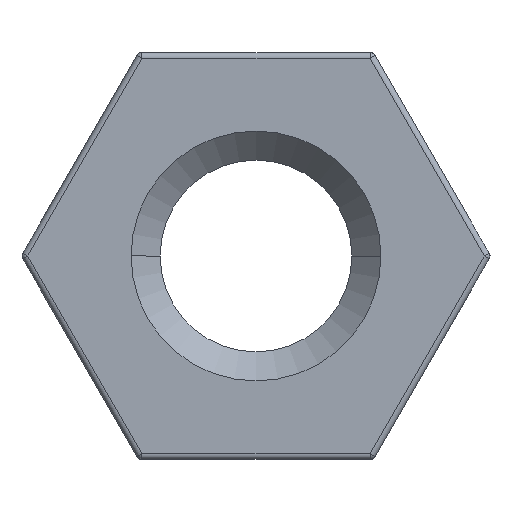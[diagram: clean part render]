
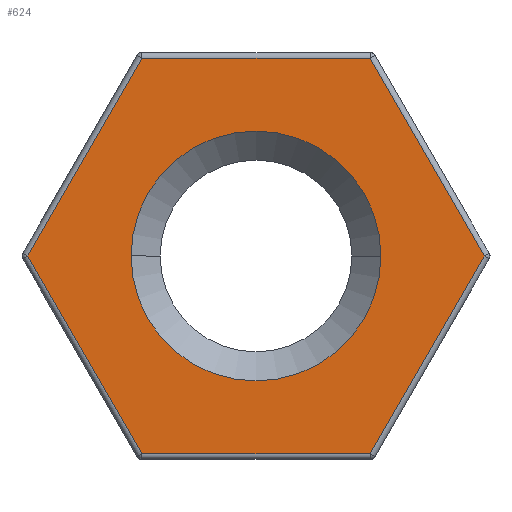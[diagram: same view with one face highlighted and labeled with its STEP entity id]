
A CAD part, left-side view. The second image highlights one B-rep face of the part: STEP entity #624.
In plain terms, the highlighted planar face has unit normal (-1, 0, 0).
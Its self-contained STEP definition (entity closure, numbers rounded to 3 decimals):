
#18 = FACE_BOUND ( 'NONE', #792, .T. ) ;
#23 = FACE_OUTER_BOUND ( 'NONE', #791, .T. ) ;
#91 = VECTOR ( 'NONE', #913, 1000. ) ;
#98 = LINE ( 'NONE', #811, #91 ) ;
#101 = CARTESIAN_POINT ( 'NONE',  ( 0., 0., 0. ) ) ;
#114 = CIRCLE ( 'NONE', #687, 2.15 ) ;
#122 = VECTOR ( 'NONE', #570, 1000. ) ;
#125 = LINE ( 'NONE', #1129, #122 ) ;
#173 = LINE ( 'NONE', #801, #196 ) ;
#193 = CARTESIAN_POINT ( 'NONE',  ( 0., 1.963, 3.4 ) ) ;
#196 = VECTOR ( 'NONE', #1258, 1000. ) ;
#197 = DIRECTION ( 'NONE',  ( 0., 0.5, -0.866 ) ) ;
#218 = CARTESIAN_POINT ( 'NONE',  ( 0., -2.15, 0. ) ) ;
#220 = CARTESIAN_POINT ( 'NONE',  ( 0., 0., 0. ) ) ;
#230 = VECTOR ( 'NONE', #197, 1000. ) ;
#235 = CIRCLE ( 'NONE', #856, 2.15 ) ;
#247 = LINE ( 'NONE', #533, #230 ) ;
#256 = VECTOR ( 'NONE', #873, 1000. ) ;
#263 = EDGE_CURVE ( 'NONE', #735, #602, #285, .T. ) ;
#269 = LINE ( 'NONE', #768, #256 ) ;
#270 = DIRECTION ( 'NONE',  ( 0., 1., 0. ) ) ;
#275 = EDGE_CURVE ( 'NONE', #925, #672, #269, .T. ) ;
#277 = VECTOR ( 'NONE', #1063, 1000. ) ;
#285 = LINE ( 'NONE', #980, #277 ) ;
#297 = EDGE_CURVE ( 'NONE', #933, #735, #247, .T. ) ;
#303 = EDGE_CURVE ( 'NONE', #852, #1024, #235, .T. ) ;
#351 = EDGE_CURVE ( 'NONE', #602, #1002, #173, .T. ) ;
#360 = EDGE_CURVE ( 'NONE', #1002, #925, #125, .T. ) ;
#368 = EDGE_CURVE ( 'NONE', #1024, #852, #114, .T. ) ;
#375 = EDGE_CURVE ( 'NONE', #672, #933, #98, .T. ) ;
#396 = DIRECTION ( 'NONE',  ( 0., 1., 0. ) ) ;
#486 = DIRECTION ( 'NONE',  ( 0., 1., 0. ) ) ;
#533 = CARTESIAN_POINT ( 'NONE',  ( 0., 2.944, 1.7 ) ) ;
#541 = ORIENTED_EDGE ( 'NONE', *, *, #375, .T. ) ;
#569 = ORIENTED_EDGE ( 'NONE', *, *, #351, .T. ) ;
#570 = DIRECTION ( 'NONE',  ( 0., -0.5, 0.866 ) ) ;
#599 = ORIENTED_EDGE ( 'NONE', *, *, #368, .T. ) ;
#602 = VERTEX_POINT ( 'NONE', #609 ) ;
#609 = CARTESIAN_POINT ( 'NONE',  ( 0., 1.963, -3.4 ) ) ;
#624 = ADVANCED_FACE ( 'NONE', ( #23, #18 ), #842, .F. ) ;
#672 = VERTEX_POINT ( 'NONE', #1144 ) ;
#681 = ORIENTED_EDGE ( 'NONE', *, *, #275, .T. ) ;
#687 = AXIS2_PLACEMENT_3D ( 'NONE', #101, #1023, #270 ) ;
#708 = ORIENTED_EDGE ( 'NONE', *, *, #263, .T. ) ;
#735 = VERTEX_POINT ( 'NONE', #1189 ) ;
#737 = ORIENTED_EDGE ( 'NONE', *, *, #303, .T. ) ;
#768 = CARTESIAN_POINT ( 'NONE',  ( 0., -2.944, 1.7 ) ) ;
#791 = EDGE_LOOP ( 'NONE', ( #681, #541, #916, #708, #569, #947 ) ) ;
#792 = EDGE_LOOP ( 'NONE', ( #737, #599 ) ) ;
#801 = CARTESIAN_POINT ( 'NONE',  ( 0., 0., -3.4 ) ) ;
#808 = AXIS2_PLACEMENT_3D ( 'NONE', #1049, #1097, #486 ) ;
#811 = CARTESIAN_POINT ( 'NONE',  ( 0., 0., 3.4 ) ) ;
#842 = PLANE ( 'NONE',  #808 ) ;
#852 = VERTEX_POINT ( 'NONE', #1060 ) ;
#856 = AXIS2_PLACEMENT_3D ( 'NONE', #220, #1069, #396 ) ;
#873 = DIRECTION ( 'NONE',  ( 0., 0.5, 0.866 ) ) ;
#913 = DIRECTION ( 'NONE',  ( 0., 1., 0. ) ) ;
#916 = ORIENTED_EDGE ( 'NONE', *, *, #297, .T. ) ;
#925 = VERTEX_POINT ( 'NONE', #982 ) ;
#933 = VERTEX_POINT ( 'NONE', #193 ) ;
#947 = ORIENTED_EDGE ( 'NONE', *, *, #360, .T. ) ;
#980 = CARTESIAN_POINT ( 'NONE',  ( 0., 2.944, -1.7 ) ) ;
#982 = CARTESIAN_POINT ( 'NONE',  ( 0., -3.926, 0. ) ) ;
#1002 = VERTEX_POINT ( 'NONE', #1206 ) ;
#1023 = DIRECTION ( 'NONE',  ( 1., 0., 0. ) ) ;
#1024 = VERTEX_POINT ( 'NONE', #218 ) ;
#1049 = CARTESIAN_POINT ( 'NONE',  ( 0., 0., 0. ) ) ;
#1060 = CARTESIAN_POINT ( 'NONE',  ( 0., 2.15, 0. ) ) ;
#1063 = DIRECTION ( 'NONE',  ( 0., -0.5, -0.866 ) ) ;
#1069 = DIRECTION ( 'NONE',  ( 1., 0., 0. ) ) ;
#1097 = DIRECTION ( 'NONE',  ( 1., 0., 0. ) ) ;
#1129 = CARTESIAN_POINT ( 'NONE',  ( 0., -2.944, -1.7 ) ) ;
#1144 = CARTESIAN_POINT ( 'NONE',  ( 0., -1.963, 3.4 ) ) ;
#1189 = CARTESIAN_POINT ( 'NONE',  ( 0., 3.926, 0. ) ) ;
#1206 = CARTESIAN_POINT ( 'NONE',  ( 0., -1.963, -3.4 ) ) ;
#1258 = DIRECTION ( 'NONE',  ( 0., -1., 0. ) ) ;
